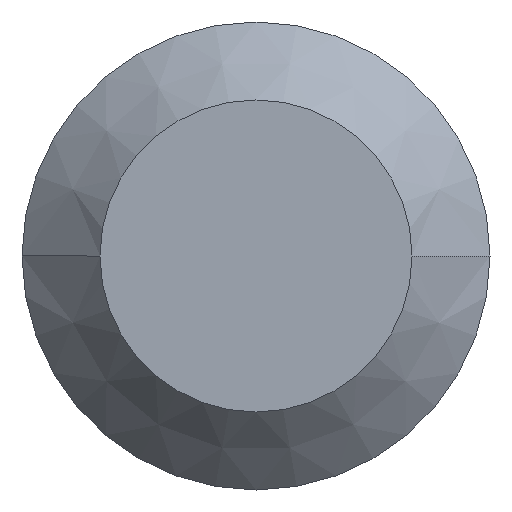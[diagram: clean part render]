
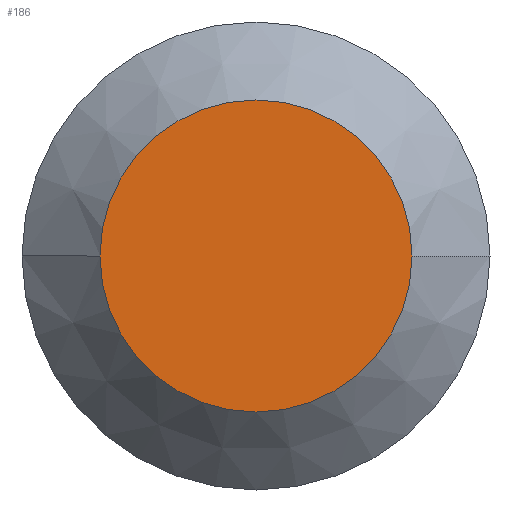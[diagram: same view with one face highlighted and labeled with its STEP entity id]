
A CAD part, front view. The second image highlights one B-rep face of the part: STEP entity #186.
In plain terms, the highlighted planar face has unit normal (0, -1, 0).
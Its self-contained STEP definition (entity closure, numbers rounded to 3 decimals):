
#127=CARTESIAN_POINT('POINT7',(-10.,0.,0.
   ));
#128=VERTEX_POINT('VERTEX7',#127);
#136=CARTESIAN_POINT('POINT8',(10.,0.,0.));
#137=VERTEX_POINT('VERTEX8',#136);
#144=CARTESIAN_POINT('POS18',(0.,0.,
   0.));
#145=DIRECTION('DIR29',(0.,1.,0.));
#146=DIRECTION('DIR30',(1.,0.,0.));
#147=AXIS2_PLACEMENT_3D('AXIS12',#144,#145,#146);
#148=CIRCLE('ELLIPSE7',#147,10.);
#149=EDGE_CURVE('EDGE13',#137,#128,#148,.T.);
#162=CARTESIAN_POINT('POS20',(0.,0.,
   0.));
#163=DIRECTION('DIR33',(0.,1.,0.));
#164=DIRECTION('DIR34',(-1.,0.,0.));
#165=AXIS2_PLACEMENT_3D('AXIS14',#162,#163,#164);
#166=CIRCLE('ELLIPSE8',#165,10.);
#167=EDGE_CURVE('EDGE14',#128,#137,#166,.T.);
#177=ORIENTED_EDGE('COEDGE27',*,*,#167,.F.);
#178=ORIENTED_EDGE('COEDGE28',*,*,#149,.F.);
#179=EDGE_LOOP('NONE',(#177,#178));
#180=FACE_BOUND('LOOP1',#179,.T.);
#181=CARTESIAN_POINT('POS22',(0.,0.,0.));
#182=DIRECTION('DIR37',(0.,1.,0.));
#183=DIRECTION('DIR38',(1.,0.,0.));
#184=AXIS2_PLACEMENT_3D('AXIS16',#181,#182,#183);
#185=PLANE('PLANE2',#184);
#186=ADVANCED_FACE('FACE8',(#180),#185,.F.);
